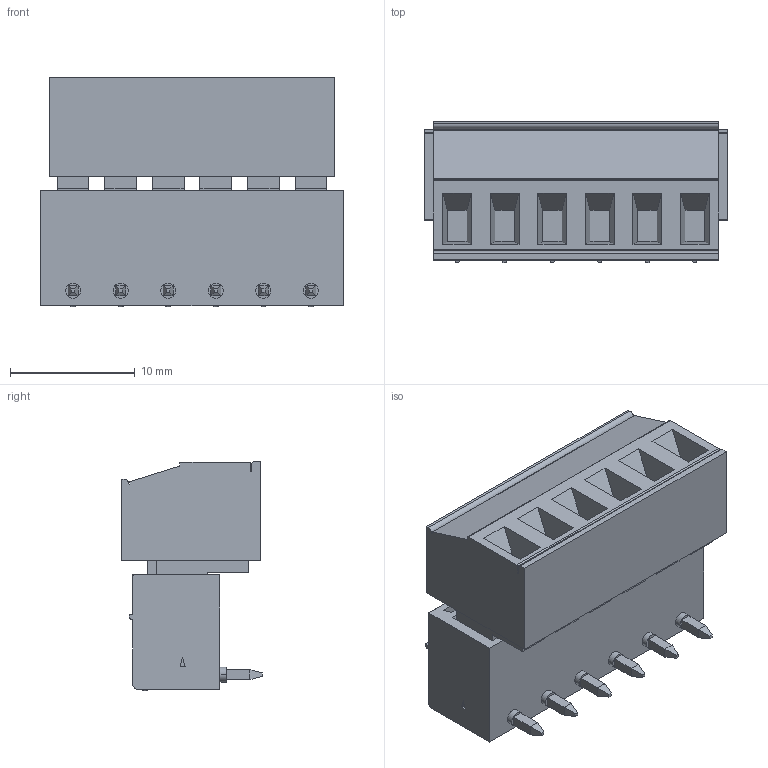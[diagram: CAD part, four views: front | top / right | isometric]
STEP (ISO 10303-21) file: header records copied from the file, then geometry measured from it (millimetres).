
FILE_DESCRIPTION (( 'STEP AP214' ), '1' );
FILE_NAME ('289B6F7D-1504-4C80-83B4-B491A43C45C0.STEP', '2024-10-29T17:00:01', ( '' ), ( '' ), 'SwSTEP 2.0', 'SolidWorks 2022', '' );
FILE_SCHEMA (( 'AUTOMOTIVE_DESIGN' ));
Length unit declared in the file: millimetre
Products named in the file (1): 289B6F7D-1504-4C80-83B4-B491A43C45C0
Bounding box: 24.25 x 11.28 x 18.4 mm (x, y, z)
Volume: 2998.1 mm3; surface area: 4437.6 mm2
Topology: 2 solids, 2 shells, 705 faces, 1764 edges, 1144 vertices
Faces by surface type: plane 564, cylinder 129, cone 6, sphere 6
Entity records: 28422 total; most frequent: CARTESIAN_POINT 3620, ORIENTED_EDGE 3492, DIRECTION 3446, EDGE_CURVE 1746, LINE 1434, VECTOR 1434, VERTEX_POINT 1132, AXIS2_PLACEMENT_3D 1006
